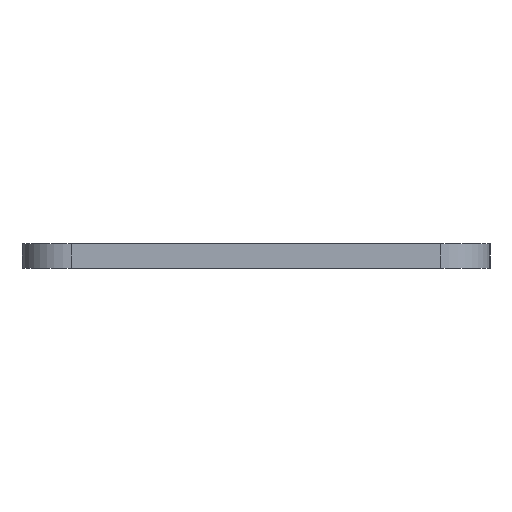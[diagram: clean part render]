
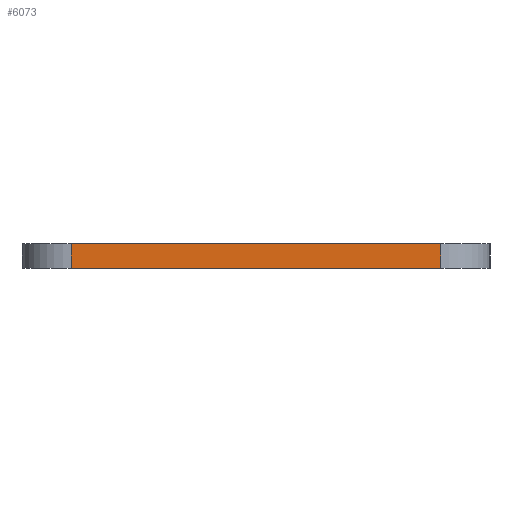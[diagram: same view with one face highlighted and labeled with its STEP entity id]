
A CAD part, left-side view. The second image highlights one B-rep face of the part: STEP entity #6073.
In plain terms, the highlighted planar face has unit normal (-1, 0, 0).
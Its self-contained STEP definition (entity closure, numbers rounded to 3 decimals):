
#84 = PLANE('',#85);
#85 = AXIS2_PLACEMENT_3D('',#86,#87,#88);
#86 = CARTESIAN_POINT('',(135.731,-92.869,1.6));
#87 = DIRECTION('',(0.,0.,1.));
#88 = DIRECTION('',(1.,0.,-0.));
#139 = PLANE('',#140);
#140 = AXIS2_PLACEMENT_3D('',#141,#142,#143);
#141 = CARTESIAN_POINT('',(135.731,-92.869,0.));
#142 = DIRECTION('',(0.,0.,1.));
#143 = DIRECTION('',(1.,0.,-0.));
#194 = CYLINDRICAL_SURFACE('',#195,3.175);
#195 = AXIS2_PLACEMENT_3D('',#196,#197,#198);
#196 = CARTESIAN_POINT('',(78.581,-104.775,0.));
#197 = DIRECTION('',(-0.,-0.,-1.));
#198 = DIRECTION('',(1.,0.,-0.));
#361 = VERTEX_POINT('',#362);
#362 = CARTESIAN_POINT('',(75.406,-80.963,0.));
#377 = CYLINDRICAL_SURFACE('',#378,3.175);
#378 = AXIS2_PLACEMENT_3D('',#379,#380,#381);
#379 = CARTESIAN_POINT('',(78.581,-80.962,0.));
#380 = DIRECTION('',(-0.,-0.,-1.));
#381 = DIRECTION('',(1.,0.,-0.));
#389 = EDGE_CURVE('',#390,#361,#392,.T.);
#390 = VERTEX_POINT('',#391);
#391 = CARTESIAN_POINT('',(75.406,-104.775,0.));
#392 = SURFACE_CURVE('',#393,(#397,#404),.PCURVE_S1.);
#393 = LINE('',#394,#395);
#394 = CARTESIAN_POINT('',(75.406,-104.775,0.));
#395 = VECTOR('',#396,1.);
#396 = DIRECTION('',(0.,1.,0.));
#397 = PCURVE('',#139,#398);
#398 = DEFINITIONAL_REPRESENTATION('',(#399),#403);
#399 = LINE('',#400,#401);
#400 = CARTESIAN_POINT('',(-60.325,-11.906));
#401 = VECTOR('',#402,1.);
#402 = DIRECTION('',(0.,1.));
#403 = ( GEOMETRIC_REPRESENTATION_CONTEXT(2) 
PARAMETRIC_REPRESENTATION_CONTEXT() REPRESENTATION_CONTEXT('2D SPACE',''
  ) );
#404 = PCURVE('',#405,#410);
#405 = PLANE('',#406);
#406 = AXIS2_PLACEMENT_3D('',#407,#408,#409);
#407 = CARTESIAN_POINT('',(75.406,-104.775,0.));
#408 = DIRECTION('',(-1.,0.,0.));
#409 = DIRECTION('',(0.,1.,0.));
#410 = DEFINITIONAL_REPRESENTATION('',(#411),#415);
#411 = LINE('',#412,#413);
#412 = CARTESIAN_POINT('',(0.,0.));
#413 = VECTOR('',#414,1.);
#414 = DIRECTION('',(1.,0.));
#415 = ( GEOMETRIC_REPRESENTATION_CONTEXT(2) 
PARAMETRIC_REPRESENTATION_CONTEXT() REPRESENTATION_CONTEXT('2D SPACE',''
  ) );
#3467 = VERTEX_POINT('',#3468);
#3468 = CARTESIAN_POINT('',(75.406,-80.963,1.6));
#3490 = EDGE_CURVE('',#3491,#3467,#3493,.T.);
#3491 = VERTEX_POINT('',#3492);
#3492 = CARTESIAN_POINT('',(75.406,-104.775,1.6));
#3493 = SURFACE_CURVE('',#3494,(#3498,#3505),.PCURVE_S1.);
#3494 = LINE('',#3495,#3496);
#3495 = CARTESIAN_POINT('',(75.406,-104.775,1.6));
#3496 = VECTOR('',#3497,1.);
#3497 = DIRECTION('',(0.,1.,0.));
#3498 = PCURVE('',#84,#3499);
#3499 = DEFINITIONAL_REPRESENTATION('',(#3500),#3504);
#3500 = LINE('',#3501,#3502);
#3501 = CARTESIAN_POINT('',(-60.325,-11.906));
#3502 = VECTOR('',#3503,1.);
#3503 = DIRECTION('',(0.,1.));
#3504 = ( GEOMETRIC_REPRESENTATION_CONTEXT(2) 
PARAMETRIC_REPRESENTATION_CONTEXT() REPRESENTATION_CONTEXT('2D SPACE',''
  ) );
#3505 = PCURVE('',#405,#3506);
#3506 = DEFINITIONAL_REPRESENTATION('',(#3507),#3511);
#3507 = LINE('',#3508,#3509);
#3508 = CARTESIAN_POINT('',(0.,-1.6));
#3509 = VECTOR('',#3510,1.);
#3510 = DIRECTION('',(1.,0.));
#3511 = ( GEOMETRIC_REPRESENTATION_CONTEXT(2) 
PARAMETRIC_REPRESENTATION_CONTEXT() REPRESENTATION_CONTEXT('2D SPACE',''
  ) );
#6023 = EDGE_CURVE('',#390,#3491,#6024,.T.);
#6024 = SURFACE_CURVE('',#6025,(#6029,#6036),.PCURVE_S1.);
#6025 = LINE('',#6026,#6027);
#6026 = CARTESIAN_POINT('',(75.406,-104.775,0.));
#6027 = VECTOR('',#6028,1.);
#6028 = DIRECTION('',(0.,0.,1.));
#6029 = PCURVE('',#194,#6030);
#6030 = DEFINITIONAL_REPRESENTATION('',(#6031),#6035);
#6031 = LINE('',#6032,#6033);
#6032 = CARTESIAN_POINT('',(-3.142,0.));
#6033 = VECTOR('',#6034,1.);
#6034 = DIRECTION('',(-0.,-1.));
#6035 = ( GEOMETRIC_REPRESENTATION_CONTEXT(2) 
PARAMETRIC_REPRESENTATION_CONTEXT() REPRESENTATION_CONTEXT('2D SPACE',''
  ) );
#6036 = PCURVE('',#405,#6037);
#6037 = DEFINITIONAL_REPRESENTATION('',(#6038),#6042);
#6038 = LINE('',#6039,#6040);
#6039 = CARTESIAN_POINT('',(0.,0.));
#6040 = VECTOR('',#6041,1.);
#6041 = DIRECTION('',(0.,-1.));
#6042 = ( GEOMETRIC_REPRESENTATION_CONTEXT(2) 
PARAMETRIC_REPRESENTATION_CONTEXT() REPRESENTATION_CONTEXT('2D SPACE',''
  ) );
#6073 = ADVANCED_FACE('',(#6074),#405,.T.);
#6074 = FACE_BOUND('',#6075,.T.);
#6075 = EDGE_LOOP('',(#6076,#6077,#6078,#6099));
#6076 = ORIENTED_EDGE('',*,*,#6023,.T.);
#6077 = ORIENTED_EDGE('',*,*,#3490,.T.);
#6078 = ORIENTED_EDGE('',*,*,#6079,.F.);
#6079 = EDGE_CURVE('',#361,#3467,#6080,.T.);
#6080 = SURFACE_CURVE('',#6081,(#6085,#6092),.PCURVE_S1.);
#6081 = LINE('',#6082,#6083);
#6082 = CARTESIAN_POINT('',(75.406,-80.963,0.));
#6083 = VECTOR('',#6084,1.);
#6084 = DIRECTION('',(0.,0.,1.));
#6085 = PCURVE('',#405,#6086);
#6086 = DEFINITIONAL_REPRESENTATION('',(#6087),#6091);
#6087 = LINE('',#6088,#6089);
#6088 = CARTESIAN_POINT('',(23.813,0.));
#6089 = VECTOR('',#6090,1.);
#6090 = DIRECTION('',(0.,-1.));
#6091 = ( GEOMETRIC_REPRESENTATION_CONTEXT(2) 
PARAMETRIC_REPRESENTATION_CONTEXT() REPRESENTATION_CONTEXT('2D SPACE',''
  ) );
#6092 = PCURVE('',#377,#6093);
#6093 = DEFINITIONAL_REPRESENTATION('',(#6094),#6098);
#6094 = LINE('',#6095,#6096);
#6095 = CARTESIAN_POINT('',(-3.142,0.));
#6096 = VECTOR('',#6097,1.);
#6097 = DIRECTION('',(-0.,-1.));
#6098 = ( GEOMETRIC_REPRESENTATION_CONTEXT(2) 
PARAMETRIC_REPRESENTATION_CONTEXT() REPRESENTATION_CONTEXT('2D SPACE',''
  ) );
#6099 = ORIENTED_EDGE('',*,*,#389,.F.);
